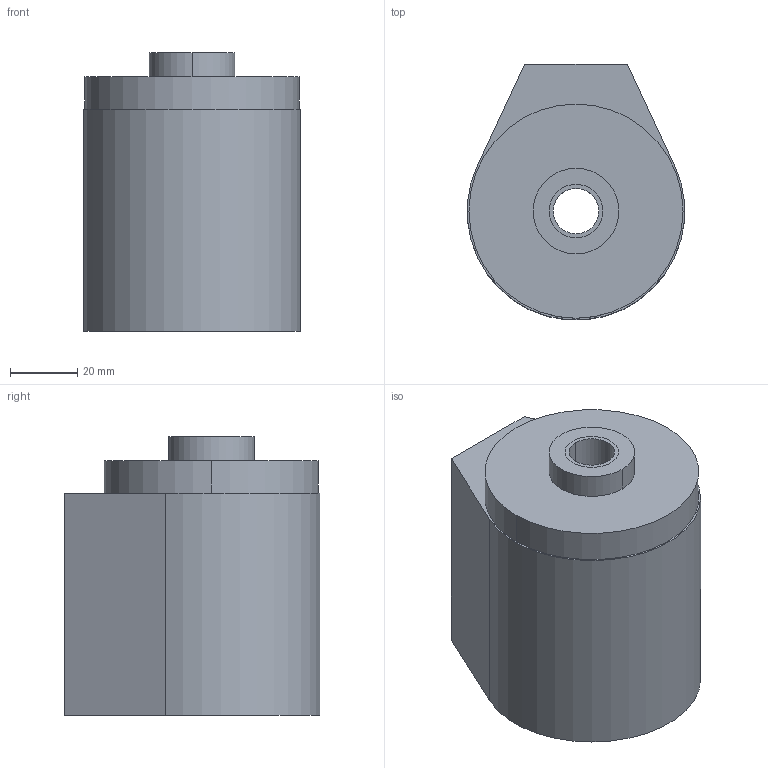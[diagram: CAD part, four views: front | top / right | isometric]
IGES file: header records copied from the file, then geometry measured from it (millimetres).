
Start section:  PTC IGES file: ilc20222005.igs
Global section: file name: ilc20222005.igs; native system: Pro/ENGINEER by Parametric Technology Corporation; preprocessor: 2004290; author: KR; organization: Unknown; date: 050408.150609; units: inch
Bounding box: 64.27 x 75.77 x 82.52 mm (x, y, z)
Surface area: 33324.8 mm2 (no closed solid volume)
Topology: 0 solids, 0 shells, 58 faces, 238 edges, 238 vertices
Faces by surface type: revolution 41, bspline 17
